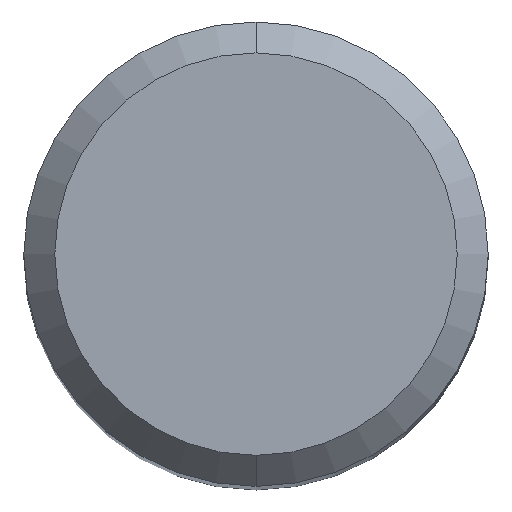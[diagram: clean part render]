
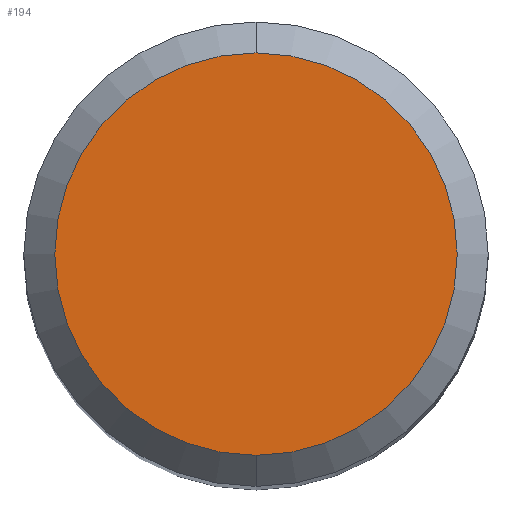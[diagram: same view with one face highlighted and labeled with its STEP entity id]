
A CAD part, top view. The second image highlights one B-rep face of the part: STEP entity #194.
In plain terms, the highlighted planar face has unit normal (0, 0, 1).
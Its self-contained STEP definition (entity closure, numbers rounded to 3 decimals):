
#122=VERTEX_POINT('',#264);
#130=EDGE_CURVE('',#122,#152,#273,.T.);
#152=VERTEX_POINT('',#296);
#194=ADVANCED_FACE('',(#345),#346,.T.);
#200=EDGE_CURVE('',#152,#122,#352,.T.);
#264=CARTESIAN_POINT('',(0.,-2.6,0.0));
#273=CIRCLE('',#430,2.6);
#296=CARTESIAN_POINT('',(0.0,2.6,0.0));
#345=FACE_OUTER_BOUND('',#519,.T.);
#346=PLANE('',#520);
#352=CIRCLE('',#530,2.6);
#430=AXIS2_PLACEMENT_3D('',#606,#607,#608);
#519=EDGE_LOOP('',(#694,#695));
#520=AXIS2_PLACEMENT_3D('',#696,#697,#698);
#530=AXIS2_PLACEMENT_3D('',#703,#704,#705);
#606=CARTESIAN_POINT('',(0.0,0.0,0.0));
#607=DIRECTION('',(0.0,0.0,-1.0));
#608=DIRECTION('',(0.0,1.0,0.0));
#694=ORIENTED_EDGE('',*,*,#200,.F.);
#695=ORIENTED_EDGE('',*,*,#130,.F.);
#696=CARTESIAN_POINT('',(0.0,1.3,0.0));
#697=DIRECTION('',(-0.0,0.0,1.0));
#698=DIRECTION('',(0.0,-1.0,0.0));
#703=CARTESIAN_POINT('',(0.0,0.0,0.0));
#704=DIRECTION('',(0.0,0.0,-1.0));
#705=DIRECTION('',(0.0,1.0,0.0));
